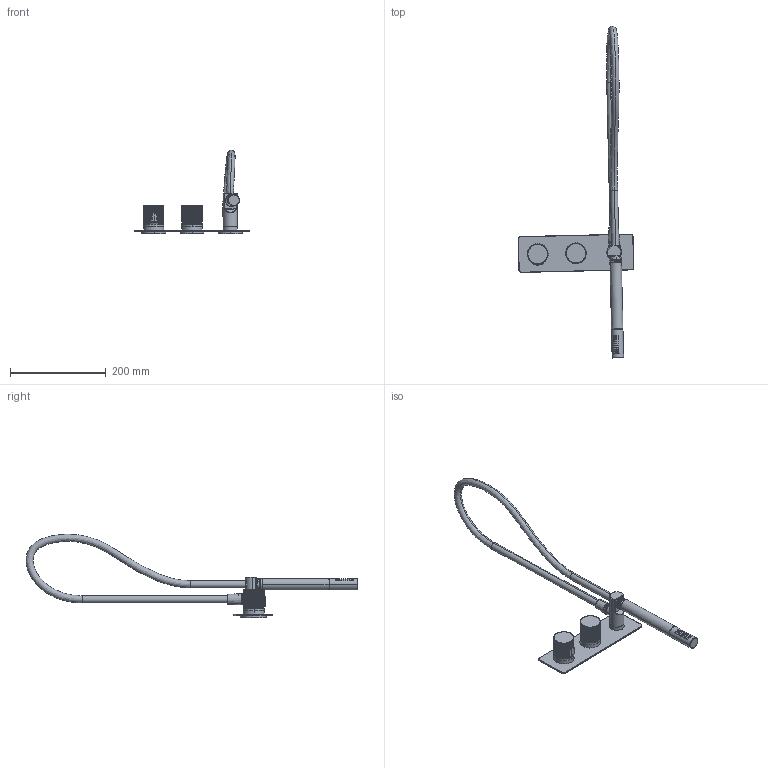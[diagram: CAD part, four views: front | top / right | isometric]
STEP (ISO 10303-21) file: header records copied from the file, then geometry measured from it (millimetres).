
FILE_DESCRIPTION((''),'2;1');
FILE_NAME('645868_ASM','2023-07-16T12:59:28',('dell'),(''),'CREO PARAMETRIC BY PTC INC, 2019224','CREO PARAMETRIC BY PTC INC, 2019224','');
FILE_SCHEMA(('CONFIG_CONTROL_DESIGN'));
Products named in the file (13): 3-HOLE-COVER; 5868-03; D-01; D-02; 5868-02; 5868-01; 5868-HOSE-EVO; 64671-01; 64671-02; 64671-03; 64671-T_ASM; ROUND-HANDLESHOWER; 645868_ASM
Assembly tree (12 placements, depth 3):
  645868_ASM
    3-HOLE-COVER
    5868-03
    D-01
    D-02
    5868-02
    5868-01
    5868-HOSE-EVO
    64671-T_ASM
      64671-01
      64671-02
      64671-03
    ROUND-HANDLESHOWER
Bounding box: 241.42 x 693.82 x 174.52 mm (x, y, z)
Volume: 539526.9 mm3; surface area: 178387.7 mm2
Topology: 12 solids, 14 shells, 1751 faces, 4892 edges, 3165 vertices
Faces by surface type: cylinder 706, plane 632, torus 311, bspline 55, cone 39, sphere 6, extrusion 2
Entity records: 88776 total; most frequent: CARTESIAN_POINT 45028, ORIENTED_EDGE 9753, DIRECTION 8353, EDGE_CURVE 4886, VERTEX_POINT 3165, AXIS2_PLACEMENT_3D 3072, VECTOR 2209, LINE 2207
